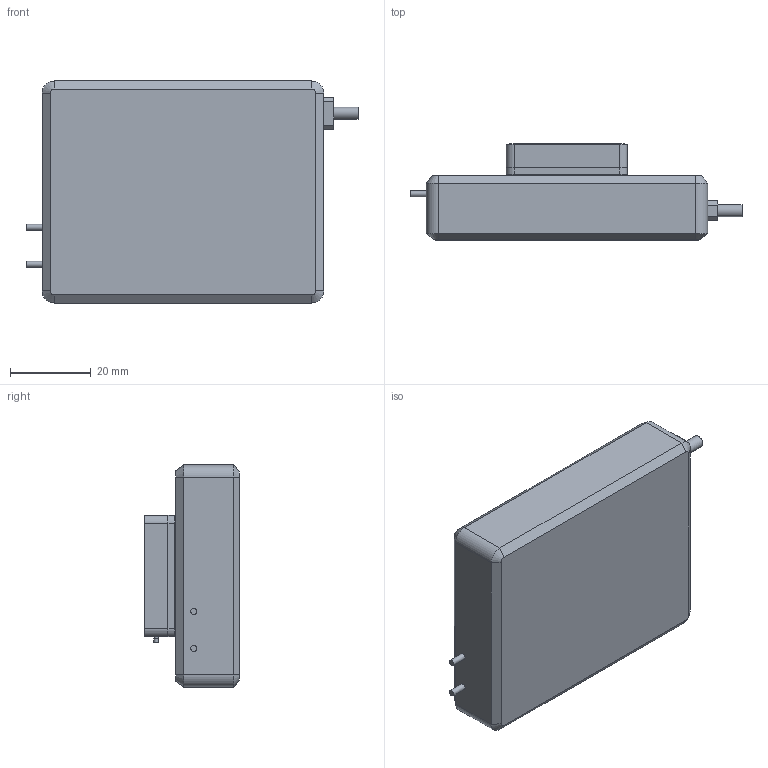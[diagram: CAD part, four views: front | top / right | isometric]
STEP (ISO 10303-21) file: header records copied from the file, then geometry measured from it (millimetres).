
FILE_DESCRIPTION(('FreeCAD Model'),'2;1');
FILE_NAME('Open CASCADE Shape Model','2025-04-26T16:52:06',('FreeCAD'),( 'FreeCAD'),'Open CASCADE STEP processor 7.6','FreeCAD','Unknown');
FILE_SCHEMA(('AUTOMOTIVE_DESIGN { 1 0 10303 214 1 1 1 1 }'));
Length unit declared in the file: millimetre
Products named in the file (1): Open CASCADE STEP translator 7.6 1
Bounding box: 82.2 x 23.7 x 55 mm (x, y, z)
Volume: 60495.4 mm3; surface area: 26150.4 mm2
Topology: 16 solids, 16 shells, 486 faces, 1179 edges, 741 vertices
Faces by surface type: plane 179, cylinder 168, torus 74, bspline 52, cone 9, sphere 4
Full cylindrical faces by diameter (mm): 0.3 x24, 0.6 x1, 1.04 x12, 1.394 x1, 1.478 x1, 1.5 x3, 2 x2, 3 x3, 3.4 x8, 4.7 x4, 5 x1, 15 x1, 16 x1, 17.3 x1, 28.3 x1
Entity records: 18051 total; most frequent: CARTESIAN_POINT 6511, DIRECTION 2490, ORIENTED_EDGE 2350, EDGE_CURVE 1175, AXIS2_PLACEMENT_3D 965, VERTEX_POINT 741, LINE 560, VECTOR 560
